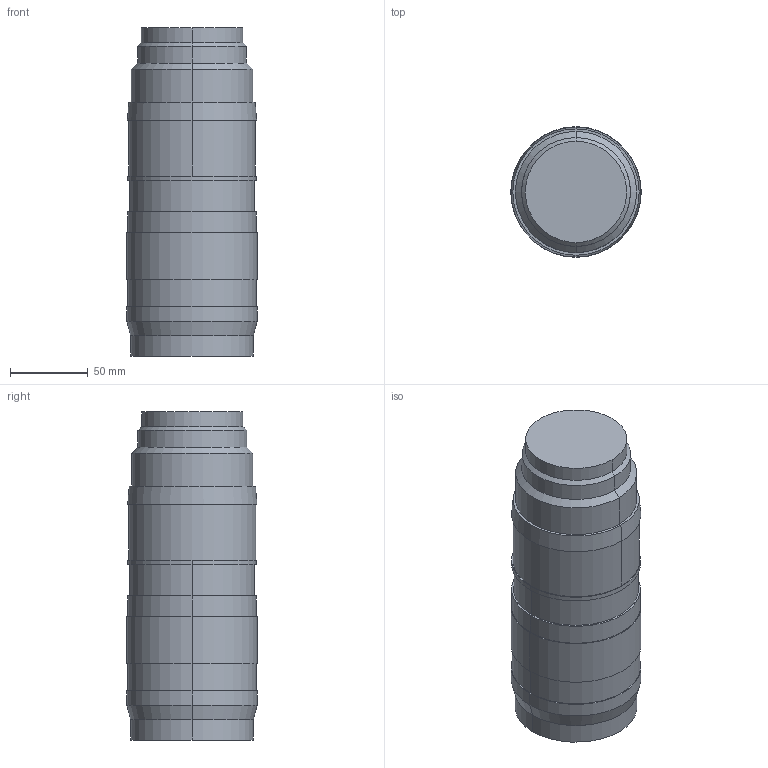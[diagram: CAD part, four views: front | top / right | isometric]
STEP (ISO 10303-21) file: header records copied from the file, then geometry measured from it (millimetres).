
FILE_DESCRIPTION (( 'STEP AP214' ), '1' );
FILE_NAME ('Canon-70-200-Measured.STEP', '2024-03-07T19:40:51', ( '' ), ( '' ), 'SwSTEP 2.0', 'SolidWorks 2023', '' );
FILE_SCHEMA (( 'AUTOMOTIVE_DESIGN' ));
Length unit declared in the file: inch
Products named in the file (1): Canon-70-200-Measured
Bounding box: 84 x 84 x 211.22 mm (x, y, z)
Volume: 1056169.1 mm3; surface area: 64376.2 mm2
Topology: 1 solids, 1 shells, 45 faces, 88 edges, 56 vertices
Faces by surface type: cylinder 24, plane 13, cone 8
Entity records: 1201 total; most frequent: DIRECTION 236, CARTESIAN_POINT 190, ORIENTED_EDGE 176, AXIS2_PLACEMENT_3D 102, EDGE_CURVE 88, EDGE_LOOP 56, CIRCLE 56, VERTEX_POINT 56
